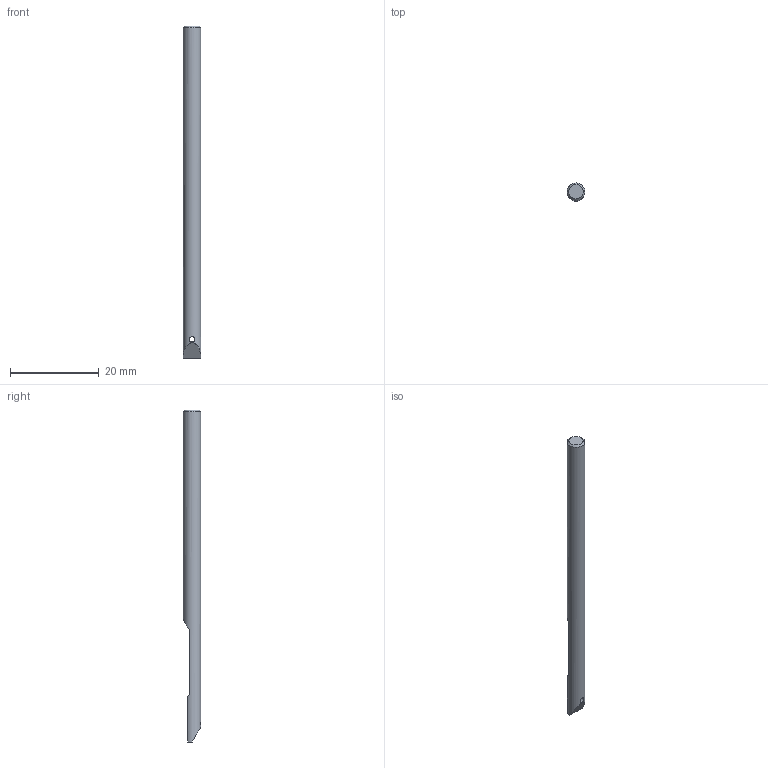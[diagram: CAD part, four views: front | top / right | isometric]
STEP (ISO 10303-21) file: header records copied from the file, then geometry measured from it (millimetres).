
FILE_DESCRIPTION(/* description */ ('NEUROPIXELS GEN 2DOVE TAIL PROBE HOLDER '),/* implementation_level */ '2;1');
FILE_NAME(/* name */ 'J008040 NEUROPIXELS GEN 2 DOVE TAIL PROBE HOLDER Rev -.stp',/* time_stamp */ '2019-07-23T09:38:21-04:00',/* author */ ('arnoldj'),/* organization */ (''),/* preprocessor_version */ 'ST-DEVELOPER v17',/* originating_system */ 'Autodesk Inventor 2018',/* authorisation */ '');
FILE_SCHEMA (('AUTOMOTIVE_DESIGN { 1 0 10303 214 3 1 1 }'));
Length unit declared in the file: inch
Products named in the file (1): J008040
Bounding box: 4 x 4 x 75 mm (x, y, z)
Volume: 822.6 mm3; surface area: 960.8 mm2
Topology: 1 solids, 1 shells, 18 faces, 47 edges, 31 vertices
Faces by surface type: plane 14, cone 2, cylinder 2
Full cylindrical faces by diameter (mm): 1.219 x1, 4 x1
Entity records: 635 total; most frequent: CARTESIAN_POINT 130, DIRECTION 100, ORIENTED_EDGE 94, EDGE_CURVE 47, AXIS2_PLACEMENT_3D 35, VERTEX_POINT 31, LINE 30, VECTOR 30
